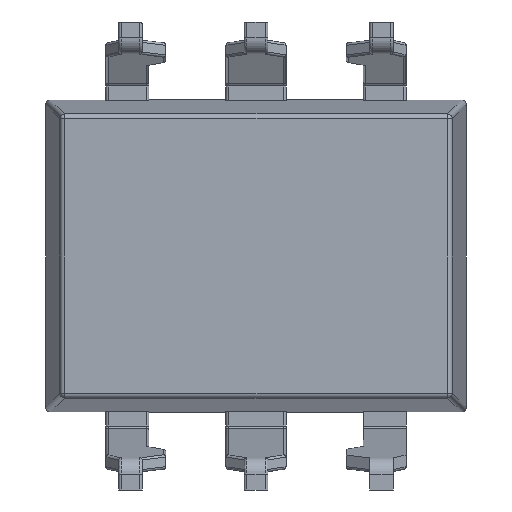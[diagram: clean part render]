
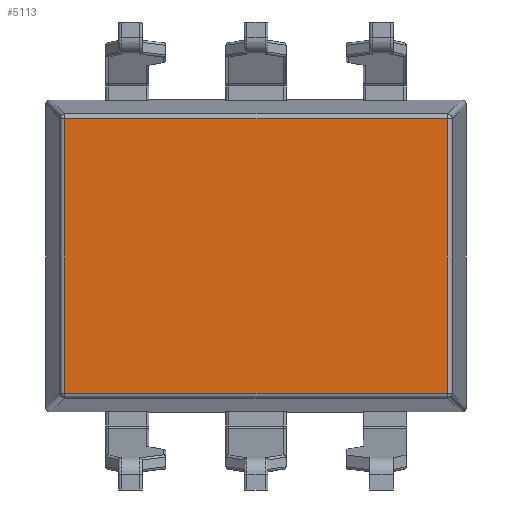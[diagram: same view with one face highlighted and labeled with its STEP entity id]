
A CAD part, front view. The second image highlights one B-rep face of the part: STEP entity #5113.
In plain terms, the highlighted planar face has unit normal (0, -1, 0).
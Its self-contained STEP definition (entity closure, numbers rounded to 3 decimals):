
#581 = CARTESIAN_POINT ( 'NONE',  ( 4.051, 1.55, 2.906 ) ) ;
#693 = FACE_OUTER_BOUND ( 'NONE', #1925, .T. ) ;
#750 = EDGE_CURVE ( 'NONE', #1181, #9719, #7863, .T. ) ;
#1181 = VERTEX_POINT ( 'NONE', #3906 ) ;
#1312 = LINE ( 'NONE', #6737, #6162 ) ;
#1565 = DIRECTION ( 'NONE',  ( 0., 0., 1. ) ) ;
#1730 = ORIENTED_EDGE ( 'NONE', *, *, #750, .F. ) ;
#1925 = EDGE_LOOP ( 'NONE', ( #6182, #1730, #7232, #2802 ) ) ;
#2336 = CARTESIAN_POINT ( 'NONE',  ( 4.051, 1.55, -2.906 ) ) ;
#2619 = VERTEX_POINT ( 'NONE', #2336 ) ;
#2733 = VECTOR ( 'NONE', #1565, 1000. ) ;
#2802 = ORIENTED_EDGE ( 'NONE', *, *, #6559, .F. ) ;
#3128 = EDGE_CURVE ( 'NONE', #1181, #2619, #5440, .T. ) ;
#3157 = CARTESIAN_POINT ( 'NONE',  ( -4.051, 1.55, 2.906 ) ) ;
#3203 = VECTOR ( 'NONE', #6869, 1000. ) ;
#3468 = DIRECTION ( 'NONE',  ( 0., 0., -1. ) ) ;
#3637 = LINE ( 'NONE', #10096, #10488 ) ;
#3906 = CARTESIAN_POINT ( 'NONE',  ( -4.051, 1.55, -2.906 ) ) ;
#4014 = CARTESIAN_POINT ( 'NONE',  ( -4.445, 1.55, 3.3 ) ) ;
#4870 = DIRECTION ( 'NONE',  ( 0., -1., 0. ) ) ;
#5113 = ADVANCED_FACE ( 'NONE', ( #693 ), #8185, .T. ) ;
#5271 = AXIS2_PLACEMENT_3D ( 'NONE', #4014, #4870, #3468 ) ;
#5440 = LINE ( 'NONE', #6967, #3203 ) ;
#5455 = VERTEX_POINT ( 'NONE', #581 ) ;
#6162 = VECTOR ( 'NONE', #6660, 1000. ) ;
#6182 = ORIENTED_EDGE ( 'NONE', *, *, #8319, .T. ) ;
#6504 = CARTESIAN_POINT ( 'NONE',  ( -4.051, 1.55, -3.3 ) ) ;
#6559 = EDGE_CURVE ( 'NONE', #5455, #2619, #1312, .T. ) ;
#6660 = DIRECTION ( 'NONE',  ( 0., 0., -1. ) ) ;
#6737 = CARTESIAN_POINT ( 'NONE',  ( 4.051, 1.55, -3.3 ) ) ;
#6752 = DIRECTION ( 'NONE',  ( -1., 0., 0. ) ) ;
#6869 = DIRECTION ( 'NONE',  ( 1., 0., 0. ) ) ;
#6967 = CARTESIAN_POINT ( 'NONE',  ( -4.445, 1.55, -2.906 ) ) ;
#7232 = ORIENTED_EDGE ( 'NONE', *, *, #3128, .T. ) ;
#7863 = LINE ( 'NONE', #6504, #2733 ) ;
#8185 = PLANE ( 'NONE',  #5271 ) ;
#8319 = EDGE_CURVE ( 'NONE', #5455, #9719, #3637, .T. ) ;
#9719 = VERTEX_POINT ( 'NONE', #3157 ) ;
#10096 = CARTESIAN_POINT ( 'NONE',  ( -4.445, 1.55, 2.906 ) ) ;
#10488 = VECTOR ( 'NONE', #6752, 1000. ) ;
